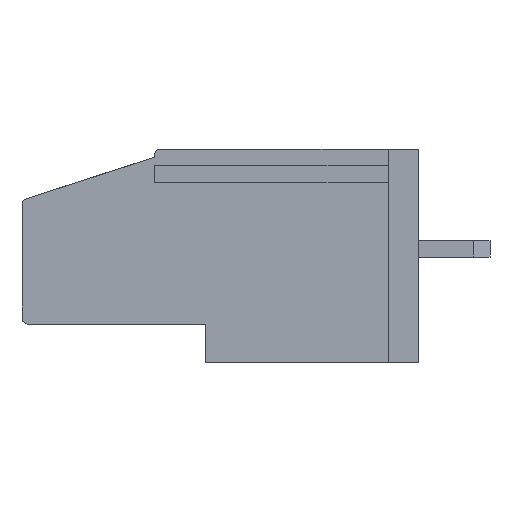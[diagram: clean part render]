
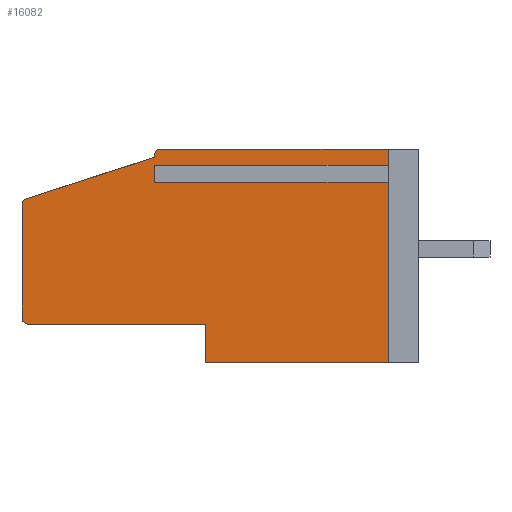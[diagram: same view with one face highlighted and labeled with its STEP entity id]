
A CAD part, left-side view. The second image highlights one B-rep face of the part: STEP entity #16082.
In plain terms, the highlighted planar face has unit normal (-1, 0, 0).
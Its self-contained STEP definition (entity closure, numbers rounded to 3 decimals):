
#239 = LINE ( 'NONE', #34249, #2137 ) ;
#326 = EDGE_CURVE ( 'NONE', #6396, #2878, #13176, .T. ) ;
#672 = CARTESIAN_POINT ( 'NONE',  ( 0., 13., 9.502 ) ) ;
#695 = LINE ( 'NONE', #16620, #17301 ) ;
#952 = CIRCLE ( 'NONE', #7645, 0.3 ) ;
#1178 = CARTESIAN_POINT ( 'NONE',  ( 0., 13., 9.098 ) ) ;
#1351 = AXIS2_PLACEMENT_3D ( 'NONE', #7119, #17793, #4661 ) ;
#1389 = LINE ( 'NONE', #6634, #1461 ) ;
#1461 = VECTOR ( 'NONE', #19623, 1000. ) ;
#1699 = VERTEX_POINT ( 'NONE', #25268 ) ;
#1726 = LINE ( 'NONE', #15029, #34256 ) ;
#2137 = VECTOR ( 'NONE', #18812, 1000. ) ;
#2878 = VERTEX_POINT ( 'NONE', #30657 ) ;
#3654 = VECTOR ( 'NONE', #6181, 1000. ) ;
#4661 = DIRECTION ( 'NONE',  ( 0., 0., -1. ) ) ;
#5091 = ORIENTED_EDGE ( 'NONE', *, *, #6910, .F. ) ;
#5349 = CARTESIAN_POINT ( 'NONE',  ( 0., 19.2, 1.9 ) ) ;
#5465 = VERTEX_POINT ( 'NONE', #5349 ) ;
#5785 = LINE ( 'NONE', #10671, #26688 ) ;
#5800 = ORIENTED_EDGE ( 'NONE', *, *, #16932, .T. ) ;
#5872 = EDGE_CURVE ( 'NONE', #23394, #1699, #1389, .T. ) ;
#6181 = DIRECTION ( 'NONE',  ( 0., 0., -1. ) ) ;
#6396 = VERTEX_POINT ( 'NONE', #10547 ) ;
#6419 = DIRECTION ( 'NONE',  ( 0., -1., 0. ) ) ;
#6611 = VERTEX_POINT ( 'NONE', #672 ) ;
#6634 = CARTESIAN_POINT ( 'NONE',  ( 0., 19.5, 10.5 ) ) ;
#6910 = EDGE_CURVE ( 'NONE', #2878, #28279, #239, .T. ) ;
#7119 = CARTESIAN_POINT ( 'NONE',  ( 0., 19.2, 7.782 ) ) ;
#7286 = CARTESIAN_POINT ( 'NONE',  ( 0., 10.5, 1.9 ) ) ;
#7325 = CARTESIAN_POINT ( 'NONE',  ( 0., 10.5, 0. ) ) ;
#7598 = EDGE_CURVE ( 'NONE', #17686, #12341, #695, .T. ) ;
#7645 = AXIS2_PLACEMENT_3D ( 'NONE', #20986, #15369, #20647 ) ;
#7751 = CARTESIAN_POINT ( 'NONE',  ( 0., 13., 9.502 ) ) ;
#7759 = EDGE_CURVE ( 'NONE', #33177, #31759, #1726, .T. ) ;
#7902 = EDGE_CURVE ( 'NONE', #23394, #5465, #26402, .T. ) ;
#8209 = CARTESIAN_POINT ( 'NONE',  ( 0., 1.5, 9.502 ) ) ;
#8263 = ORIENTED_EDGE ( 'NONE', *, *, #20233, .T. ) ;
#8403 = EDGE_CURVE ( 'NONE', #33177, #18118, #18178, .T. ) ;
#8631 = EDGE_CURVE ( 'NONE', #24771, #31759, #29654, .T. ) ;
#8751 = VERTEX_POINT ( 'NONE', #26992 ) ;
#8804 = DIRECTION ( 'NONE',  ( -1., 0., 0. ) ) ;
#10547 = CARTESIAN_POINT ( 'NONE',  ( 0., 19.292, 8.067 ) ) ;
#10671 = CARTESIAN_POINT ( 'NONE',  ( 0., 19.5, 1.9 ) ) ;
#11310 = ORIENTED_EDGE ( 'NONE', *, *, #5872, .F. ) ;
#11374 = CARTESIAN_POINT ( 'NONE',  ( 0., 19.5, 10.5 ) ) ;
#11780 = DIRECTION ( 'NONE',  ( 0., 0., -1. ) ) ;
#12019 = EDGE_CURVE ( 'NONE', #17567, #17686, #20057, .T. ) ;
#12161 = ORIENTED_EDGE ( 'NONE', *, *, #8403, .F. ) ;
#12341 = VERTEX_POINT ( 'NONE', #8209 ) ;
#13138 = CARTESIAN_POINT ( 'NONE',  ( 0., 1.5, 0. ) ) ;
#13176 = LINE ( 'NONE', #26163, #31212 ) ;
#13551 = LINE ( 'NONE', #18845, #15504 ) ;
#14643 = CARTESIAN_POINT ( 'NONE',  ( 0., 19.5, 10.5 ) ) ;
#14803 = DIRECTION ( 'NONE',  ( 0., -1., 0. ) ) ;
#15029 = CARTESIAN_POINT ( 'NONE',  ( 0., 19.5, 0. ) ) ;
#15202 = DIRECTION ( 'NONE',  ( 0., -1., 0. ) ) ;
#15214 = AXIS2_PLACEMENT_3D ( 'NONE', #32841, #8804, #11780 ) ;
#15369 = DIRECTION ( 'NONE',  ( -1., 0., 0. ) ) ;
#15504 = VECTOR ( 'NONE', #16205, 1000. ) ;
#15608 = ORIENTED_EDGE ( 'NONE', *, *, #30617, .F. ) ;
#15892 = AXIS2_PLACEMENT_3D ( 'NONE', #11374, #30670, #25060 ) ;
#16082 = ADVANCED_FACE ( 'NONE', ( #27855 ), #22593, .F. ) ;
#16205 = DIRECTION ( 'NONE',  ( 0., 0., -1. ) ) ;
#16620 = CARTESIAN_POINT ( 'NONE',  ( 0., 1.5, 10.5 ) ) ;
#16641 = VECTOR ( 'NONE', #6419, 1000. ) ;
#16828 = ORIENTED_EDGE ( 'NONE', *, *, #12019, .F. ) ;
#16932 = EDGE_CURVE ( 'NONE', #6611, #12341, #18253, .T. ) ;
#17018 = CIRCLE ( 'NONE', #1351, 0.3 ) ;
#17301 = VECTOR ( 'NONE', #32583, 1000. ) ;
#17567 = VERTEX_POINT ( 'NONE', #23848 ) ;
#17686 = VERTEX_POINT ( 'NONE', #25752 ) ;
#17793 = DIRECTION ( 'NONE',  ( -1., 0., 0. ) ) ;
#18118 = VERTEX_POINT ( 'NONE', #7286 ) ;
#18178 = LINE ( 'NONE', #29227, #33865 ) ;
#18253 = LINE ( 'NONE', #7751, #18737 ) ;
#18304 = DIRECTION ( 'NONE',  ( 0., -0.952, 0.307 ) ) ;
#18354 = ORIENTED_EDGE ( 'NONE', *, *, #29540, .F. ) ;
#18737 = VECTOR ( 'NONE', #28953, 1000. ) ;
#18812 = DIRECTION ( 'NONE',  ( 0., 0., 1. ) ) ;
#18845 = CARTESIAN_POINT ( 'NONE',  ( 0., 13., 9.502 ) ) ;
#19007 = ORIENTED_EDGE ( 'NONE', *, *, #7598, .F. ) ;
#19623 = DIRECTION ( 'NONE',  ( 0., 0., 1. ) ) ;
#20057 = LINE ( 'NONE', #14643, #22383 ) ;
#20190 = ORIENTED_EDGE ( 'NONE', *, *, #7902, .T. ) ;
#20233 = EDGE_CURVE ( 'NONE', #6396, #1699, #17018, .T. ) ;
#20647 = DIRECTION ( 'NONE',  ( 0., 0., -1. ) ) ;
#20986 = CARTESIAN_POINT ( 'NONE',  ( 0., 12.7, 10.2 ) ) ;
#21266 = ORIENTED_EDGE ( 'NONE', *, *, #7759, .T. ) ;
#21534 = EDGE_CURVE ( 'NONE', #17567, #28279, #952, .T. ) ;
#21863 = EDGE_LOOP ( 'NONE', ( #11310, #20190, #30701, #12161, #21266, #22899, #15608, #18354, #5800, #19007, #16828, #25265, #5091, #26970, #8263 ) ) ;
#22383 = VECTOR ( 'NONE', #14803, 1000. ) ;
#22593 = PLANE ( 'NONE',  #15892 ) ;
#22899 = ORIENTED_EDGE ( 'NONE', *, *, #8631, .F. ) ;
#23394 = VERTEX_POINT ( 'NONE', #28794 ) ;
#23848 = CARTESIAN_POINT ( 'NONE',  ( 0., 12.7, 10.5 ) ) ;
#24569 = CARTESIAN_POINT ( 'NONE',  ( 0., 1.5, 9.098 ) ) ;
#24771 = VERTEX_POINT ( 'NONE', #24569 ) ;
#24981 = CARTESIAN_POINT ( 'NONE',  ( 0., 13., 10.2 ) ) ;
#25060 = DIRECTION ( 'NONE',  ( 0., 0., -1. ) ) ;
#25265 = ORIENTED_EDGE ( 'NONE', *, *, #21534, .T. ) ;
#25268 = CARTESIAN_POINT ( 'NONE',  ( 0., 19.5, 7.782 ) ) ;
#25752 = CARTESIAN_POINT ( 'NONE',  ( 0., 1.5, 10.5 ) ) ;
#26060 = DIRECTION ( 'NONE',  ( 0., 0., 1. ) ) ;
#26163 = CARTESIAN_POINT ( 'NONE',  ( 0., 19.5, 8. ) ) ;
#26402 = CIRCLE ( 'NONE', #15214, 0.3 ) ;
#26688 = VECTOR ( 'NONE', #29441, 1000. ) ;
#26970 = ORIENTED_EDGE ( 'NONE', *, *, #326, .F. ) ;
#26992 = CARTESIAN_POINT ( 'NONE',  ( 0., 13., 9.098 ) ) ;
#27855 = FACE_OUTER_BOUND ( 'NONE', #21863, .T. ) ;
#28279 = VERTEX_POINT ( 'NONE', #24981 ) ;
#28794 = CARTESIAN_POINT ( 'NONE',  ( 0., 19.5, 2.2 ) ) ;
#28953 = DIRECTION ( 'NONE',  ( 0., -1., 0. ) ) ;
#29227 = CARTESIAN_POINT ( 'NONE',  ( 0., 10.5, 1.9 ) ) ;
#29441 = DIRECTION ( 'NONE',  ( 0., 1., 0. ) ) ;
#29540 = EDGE_CURVE ( 'NONE', #6611, #8751, #13551, .T. ) ;
#29654 = LINE ( 'NONE', #32111, #3654 ) ;
#30093 = EDGE_CURVE ( 'NONE', #18118, #5465, #5785, .T. ) ;
#30617 = EDGE_CURVE ( 'NONE', #8751, #24771, #32890, .T. ) ;
#30657 = CARTESIAN_POINT ( 'NONE',  ( 0., 13., 10.1 ) ) ;
#30670 = DIRECTION ( 'NONE',  ( 1., 0., 0. ) ) ;
#30701 = ORIENTED_EDGE ( 'NONE', *, *, #30093, .F. ) ;
#31212 = VECTOR ( 'NONE', #18304, 1000. ) ;
#31759 = VERTEX_POINT ( 'NONE', #13138 ) ;
#32111 = CARTESIAN_POINT ( 'NONE',  ( 0., 1.5, 10.5 ) ) ;
#32583 = DIRECTION ( 'NONE',  ( 0., 0., -1. ) ) ;
#32841 = CARTESIAN_POINT ( 'NONE',  ( 0., 19.2, 2.2 ) ) ;
#32890 = LINE ( 'NONE', #1178, #16641 ) ;
#33177 = VERTEX_POINT ( 'NONE', #7325 ) ;
#33865 = VECTOR ( 'NONE', #26060, 1000. ) ;
#34249 = CARTESIAN_POINT ( 'NONE',  ( 0., 13., 10.1 ) ) ;
#34256 = VECTOR ( 'NONE', #15202, 1000. ) ;
